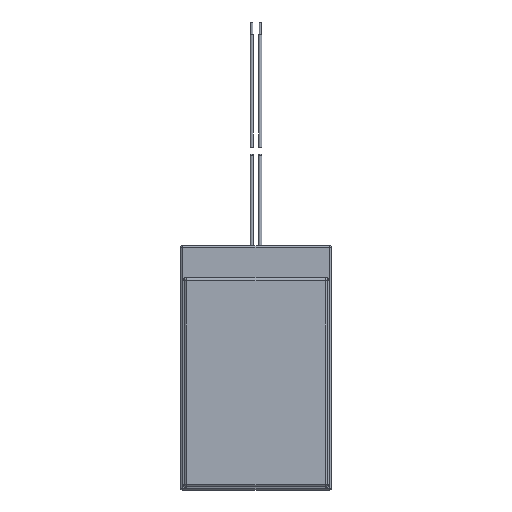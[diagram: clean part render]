
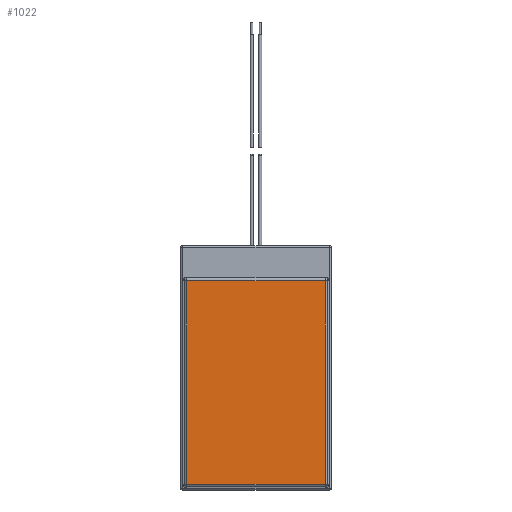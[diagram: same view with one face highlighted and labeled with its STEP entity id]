
A CAD part, top view. The second image highlights one B-rep face of the part: STEP entity #1022.
In plain terms, the highlighted planar face has unit normal (0, 0, 1).
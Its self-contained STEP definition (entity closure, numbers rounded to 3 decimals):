
#76=PLANE('',#1148);
#93=LINE('',#1610,#153);
#95=LINE('',#1613,#155);
#101=LINE('',#1622,#161);
#107=LINE('',#1631,#167);
#153=VECTOR('',#1302,10.);
#155=VECTOR('',#1306,10.);
#161=VECTOR('',#1318,10.);
#167=VECTOR('',#1330,10.);
#280=FACE_OUTER_BOUND('',#357,.T.);
#357=EDGE_LOOP('',(#800,#801,#802,#803));
#487=VERTEX_POINT('',#1567);
#494=VERTEX_POINT('',#1583);
#499=VERTEX_POINT('',#1596);
#504=VERTEX_POINT('',#1606);
#592=EDGE_CURVE('',#499,#504,#93,.T.);
#594=EDGE_CURVE('',#504,#494,#95,.T.);
#600=EDGE_CURVE('',#487,#499,#101,.T.);
#606=EDGE_CURVE('',#494,#487,#107,.T.);
#800=ORIENTED_EDGE('',*,*,#592,.F.);
#801=ORIENTED_EDGE('',*,*,#600,.F.);
#802=ORIENTED_EDGE('',*,*,#606,.F.);
#803=ORIENTED_EDGE('',*,*,#594,.F.);
#1022=ADVANCED_FACE('',(#280),#76,.T.);
#1148=AXIS2_PLACEMENT_3D('',#1655,#1356,#1357);
#1302=DIRECTION('',(0.,1.,0.));
#1306=DIRECTION('',(1.,0.,0.));
#1318=DIRECTION('',(-1.,0.,0.));
#1330=DIRECTION('',(0.,-1.,0.));
#1356=DIRECTION('center_axis',(0.,0.,1.));
#1357=DIRECTION('ref_axis',(1.,0.,0.));
#1567=CARTESIAN_POINT('',(17.064,-28.622,5.9));
#1583=CARTESIAN_POINT('',(17.064,21.372,5.9));
#1596=CARTESIAN_POINT('',(-17.064,-28.622,5.9));
#1606=CARTESIAN_POINT('',(-17.064,21.372,5.9));
#1610=CARTESIAN_POINT('',(-17.064,10.911,5.9));
#1613=CARTESIAN_POINT('',(8.757,21.372,5.9));
#1622=CARTESIAN_POINT('',(-8.757,-28.622,5.9));
#1631=CARTESIAN_POINT('',(17.064,-14.536,5.9));
#1655=CARTESIAN_POINT('Origin',(0.,0.,5.9));
